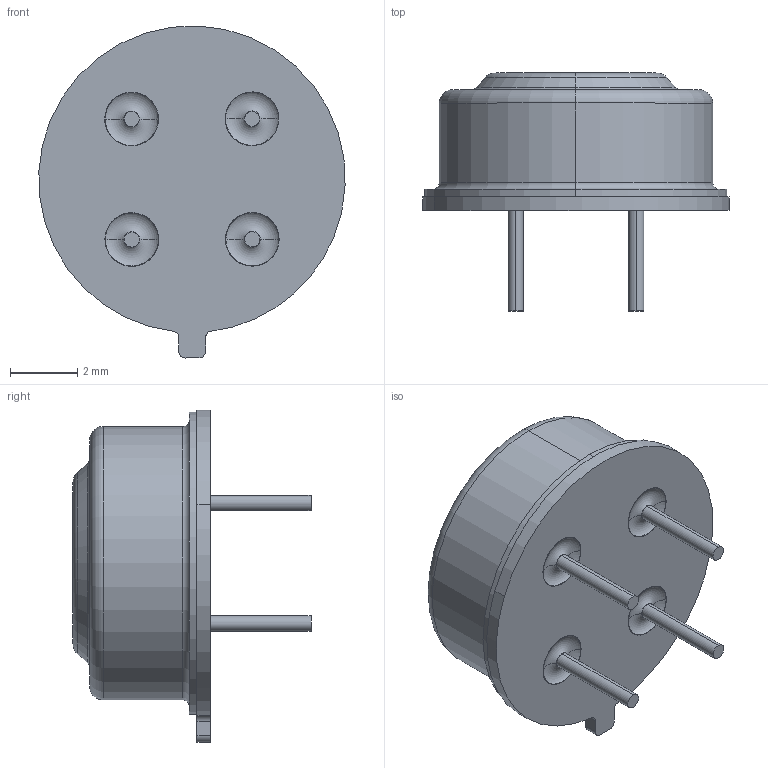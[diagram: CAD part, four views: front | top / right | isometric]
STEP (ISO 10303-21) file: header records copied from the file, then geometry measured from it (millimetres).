
FILE_DESCRIPTION((''),'2;1');
FILE_NAME('MLX90614XAA_-_ALTIUM_1__ASM','2019-02-08T',('jre'),(''),'PRO/ENGINEER BY PARAMETRIC TECHNOLOGY CORPORATION, 2010280','PRO/ENGINEER BY PARAMETRIC TECHNOLOGY CORPORATION, 2010280','');
FILE_SCHEMA(('CONFIG_CONTROL_DESIGN'));
Length unit declared in the file: millimetre
Products named in the file (8): 90614_GLASS_INSULATION_ANY; 0_45MM_PIN_-_SHORT_ANY; MLX90614_FILTER_ANY; MLX90614_CAP_ANY; 90614_BASE_ANY; MLX90614XAA_-_ALTIUM_ANY_ASM; _MLX90614XAA_-_ALTIUM__1_; MLX90614XAA_-_ALTIUM_1__ASM
Assembly tree (13 placements, depth 3):
  MLX90614XAA_-_ALTIUM_1__ASM
    MLX90614XAA_-_ALTIUM_ANY_ASM
      90614_GLASS_INSULATION_ANY  x4
      0_45MM_PIN_-_SHORT_ANY  x4
      MLX90614_FILTER_ANY
      MLX90614_CAP_ANY
      90614_BASE_ANY
    _MLX90614XAA_-_ALTIUM__1_
Bounding box: 9.13 x 7.09 x 9.9 mm (x, y, z)
Volume: 113.8 mm3; surface area: 561.7 mm2
Topology: 11 solids, 11 shells, 144 faces, 297 edges, 192 vertices
Faces by surface type: cylinder 58, plane 46, torus 36, cone 4
Entity records: 2739 total; most frequent: DIRECTION 557, CARTESIAN_POINT 428, ORIENTED_EDGE 378, AXIS2_PLACEMENT_3D 249, EDGE_CURVE 189, CIRCLE 130, VERTEX_POINT 120, EDGE_LOOP 107
